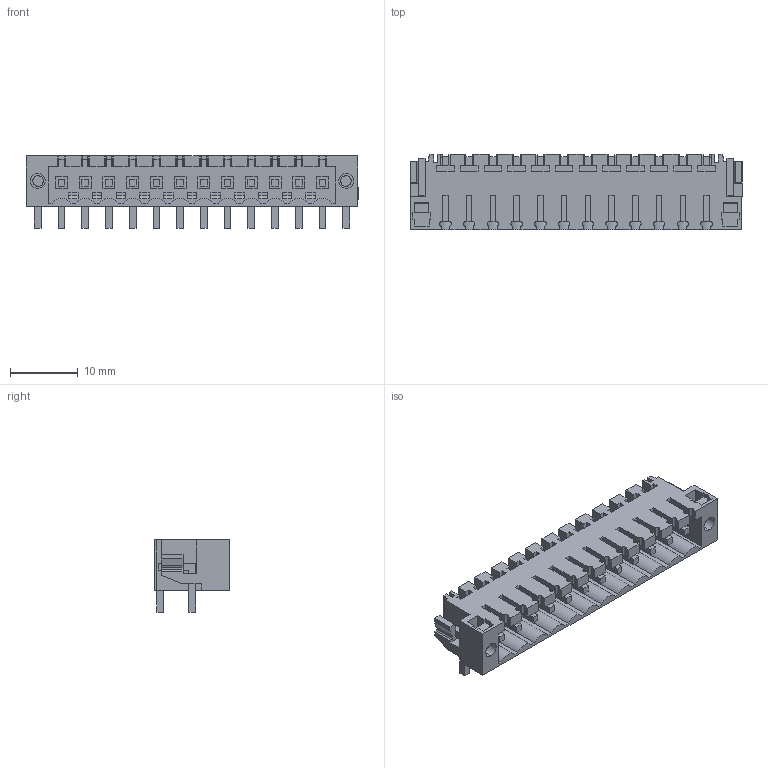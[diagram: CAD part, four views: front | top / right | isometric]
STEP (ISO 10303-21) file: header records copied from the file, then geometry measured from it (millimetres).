
FILE_DESCRIPTION(('CATIA V5 STEP Exchange','CAx-IF Rec.Pracs.--- Model Styling and Organization---1.2---2011-12-15'),'2;1');
FILE_NAME ('D1447634_0_1044040000_1044040000.stp','2018-03-14T13:00:44+00:00',('none'),('Weidmueller'),'CATIA Version 5-6 Release 2014','CATIA V5 STEP AP214','none');
FILE_SCHEMA(('AUTOMOTIVE_DESIGN { 1 0 10303 214 1 1 1 1 }'));
Length unit declared in the file: millimetre
Products named in the file (1): 1044040000
Bounding box: 48.95 x 11.05 x 10.65 mm (x, y, z)
Volume: 1773 mm3; surface area: 4714.8 mm2
Topology: 15 solids, 15 shells, 944 faces, 2847 edges, 1958 vertices
Faces by surface type: plane 872, cylinder 72
Entity records: 30565 total; most frequent: ORIENTED_EDGE 5694, CARTESIAN_POINT 5397, DIRECTION 3983, EDGE_CURVE 2847, VECTOR 2703, LINE 2703, VERTEX_POINT 1958, EDGE_LOOP 1001
